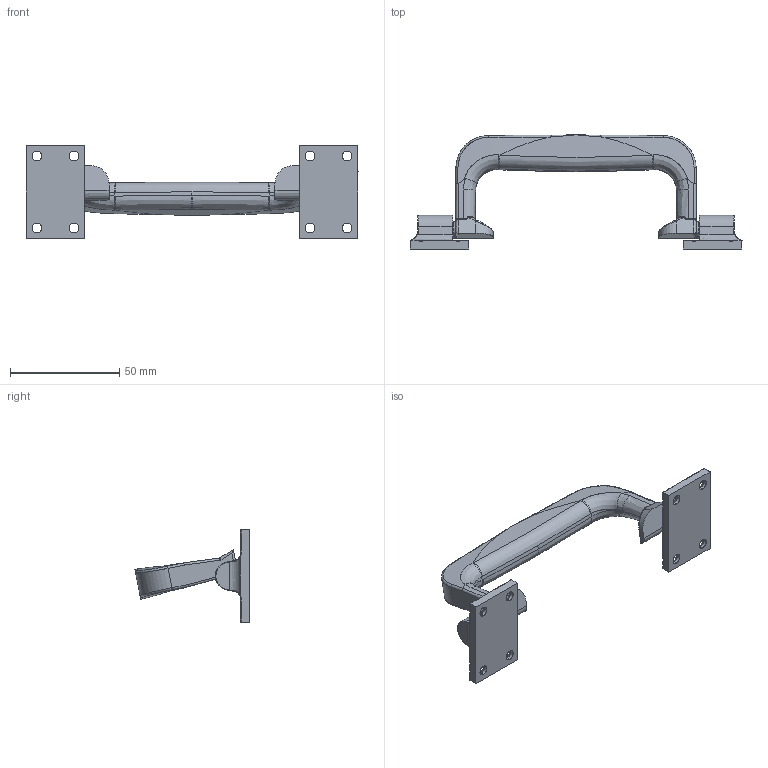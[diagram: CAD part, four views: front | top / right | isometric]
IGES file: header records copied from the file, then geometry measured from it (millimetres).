
Start section: SolidWorks IGES file using analytic representation for surfaces
Bounding box: 152.07 x 52.33 x 43 mm (x, y, z)
Surface area: 16116.2 mm2 (no closed solid volume)
Topology: 0 solids, 0 shells, 337 faces, 3136 edges, 3106 vertices
Faces by surface type: revolution 172, bspline 165
